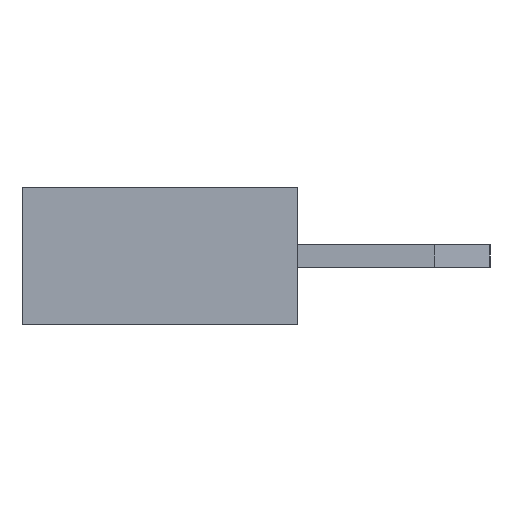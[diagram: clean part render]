
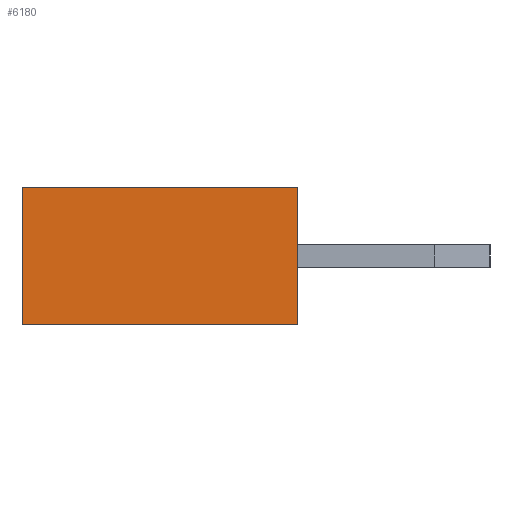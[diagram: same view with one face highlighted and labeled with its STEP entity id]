
A CAD part, left-side view. The second image highlights one B-rep face of the part: STEP entity #6180.
In plain terms, the highlighted planar face has unit normal (-1, 0, 0).
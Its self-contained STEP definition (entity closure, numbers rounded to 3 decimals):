
#9 = EDGE_CURVE ( 'NONE', #3102, #2678, #479, .T. ) ;
#82 = ORIENTED_EDGE ( 'NONE', *, *, #9, .F. ) ;
#164 = VERTEX_POINT ( 'NONE', #5785 ) ;
#166 = CARTESIAN_POINT ( 'NONE',  ( -18., 0., 1.25 ) ) ;
#169 = VECTOR ( 'NONE', #2029, 1000. ) ;
#367 = AXIS2_PLACEMENT_3D ( 'NONE', #4616, #2565, #3162 ) ;
#432 = CARTESIAN_POINT ( 'NONE',  ( -18., 5., 1.25 ) ) ;
#479 = LINE ( 'NONE', #166, #3916 ) ;
#558 = VERTEX_POINT ( 'NONE', #2182 ) ;
#601 = LINE ( 'NONE', #5055, #987 ) ;
#987 = VECTOR ( 'NONE', #1603, 1000. ) ;
#1442 = VECTOR ( 'NONE', #1815, 1000. ) ;
#1603 = DIRECTION ( 'NONE',  ( 0., -1., 0. ) ) ;
#1606 = FACE_OUTER_BOUND ( 'NONE', #5916, .T. ) ;
#1815 = DIRECTION ( 'NONE',  ( 0., -1., 0. ) ) ;
#2029 = DIRECTION ( 'NONE',  ( 0., 0., -1. ) ) ;
#2182 = CARTESIAN_POINT ( 'NONE',  ( -18., 5., -1.25 ) ) ;
#2565 = DIRECTION ( 'NONE',  ( 1., 0., 0. ) ) ;
#2678 = VERTEX_POINT ( 'NONE', #6285 ) ;
#3102 = VERTEX_POINT ( 'NONE', #5665 ) ;
#3162 = DIRECTION ( 'NONE',  ( 0., 0., -1. ) ) ;
#3179 = EDGE_CURVE ( 'NONE', #558, #2678, #3338, .T. ) ;
#3236 = CARTESIAN_POINT ( 'NONE',  ( -18., 0., -1.25 ) ) ;
#3338 = LINE ( 'NONE', #3236, #1442 ) ;
#3681 = PLANE ( 'NONE',  #367 ) ;
#3719 = EDGE_CURVE ( 'NONE', #164, #558, #4487, .T. ) ;
#3722 = ORIENTED_EDGE ( 'NONE', *, *, #5117, .F. ) ;
#3916 = VECTOR ( 'NONE', #4562, 1000. ) ;
#3956 = ORIENTED_EDGE ( 'NONE', *, *, #3719, .T. ) ;
#4368 = ORIENTED_EDGE ( 'NONE', *, *, #3179, .T. ) ;
#4487 = LINE ( 'NONE', #432, #169 ) ;
#4562 = DIRECTION ( 'NONE',  ( 0., 0., -1. ) ) ;
#4616 = CARTESIAN_POINT ( 'NONE',  ( -18., 0., 1.25 ) ) ;
#5055 = CARTESIAN_POINT ( 'NONE',  ( -18., 0., 1.25 ) ) ;
#5117 = EDGE_CURVE ( 'NONE', #164, #3102, #601, .T. ) ;
#5665 = CARTESIAN_POINT ( 'NONE',  ( -18., 0., 1.25 ) ) ;
#5785 = CARTESIAN_POINT ( 'NONE',  ( -18., 5., 1.25 ) ) ;
#5916 = EDGE_LOOP ( 'NONE', ( #4368, #82, #3722, #3956 ) ) ;
#6180 = ADVANCED_FACE ( 'NONE', ( #1606 ), #3681, .F. ) ;
#6285 = CARTESIAN_POINT ( 'NONE',  ( -18., 0., -1.25 ) ) ;
